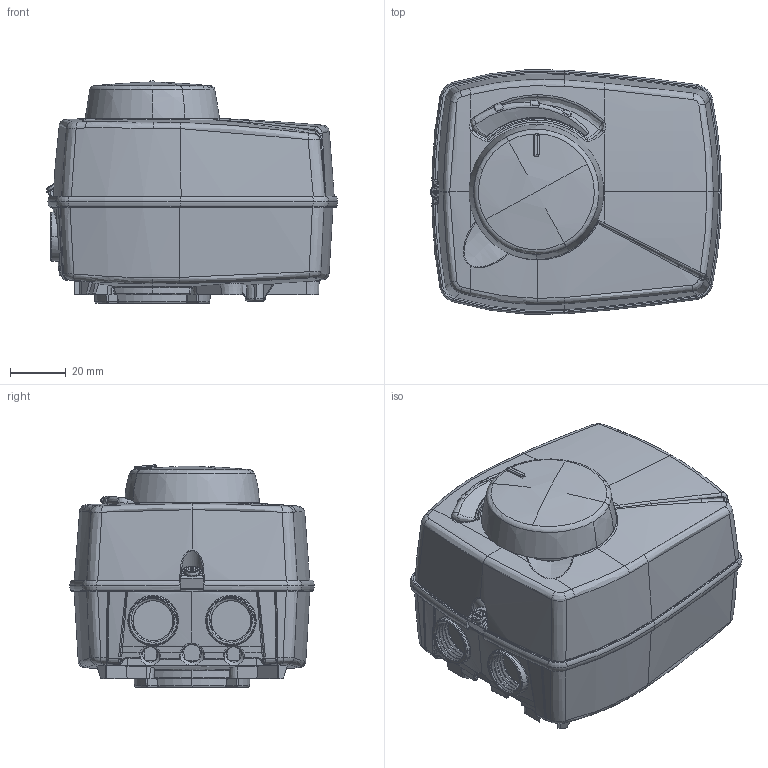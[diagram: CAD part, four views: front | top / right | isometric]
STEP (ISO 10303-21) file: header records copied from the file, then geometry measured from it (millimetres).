
FILE_DESCRIPTION(('CATIA V5 STEP Exchange'),'2;1');
FILE_NAME('ARA 6XX V4.stp','2016-04-01T07:40:49+00:00',('none'),('none'),'CATIA Version 5 Release 20 SP 6 (IN-10)','CATIA V5 STEP AP214','none');
FILE_SCHEMA(('AUTOMOTIVE_DESIGN { 1 0 10303 214 1 1 1 1 }'));
Length unit declared in the file: millimetre
Products named in the file (12): 121019-XX; 8276S1; 8000-01; 8001-01; 8033-01; 8015-01; 8014-01; 8002-01; 8027-01-01; 8016-moturs; 8009-01; 8013-01
Assembly tree (11 placements, depth 3):
  121019-XX
    8276S1
      8000-01
      8001-01
      8033-01
      8015-01
      8014-01
      8002-01
      8027-01-01
    8016-moturs
    8009-01
    8013-01
Bounding box: 104.69 x 87.93 x 79.95 mm (x, y, z)
Volume: 129185.4 mm3; surface area: 150971.9 mm2
Topology: 10 solids, 10 shells, 6344 faces, 16028 edges, 9259 vertices
Faces by surface type: bspline 2458, plane 1152, cylinder 963, torus 703, cone 567, sphere 398, revolution 94, extrusion 9
Entity records: 355611 total; most frequent: CARTESIAN_POINT 191334, ORIENTED_EDGE 31084, EDGE_CURVE 15542, DIRECTION 12958, B_SPLINE_CURVE_WITH_KNOTS 9326, VERTEX_POINT 9258, AXIS2_PLACEMENT_3D 6503, EDGE_LOOP 6436
